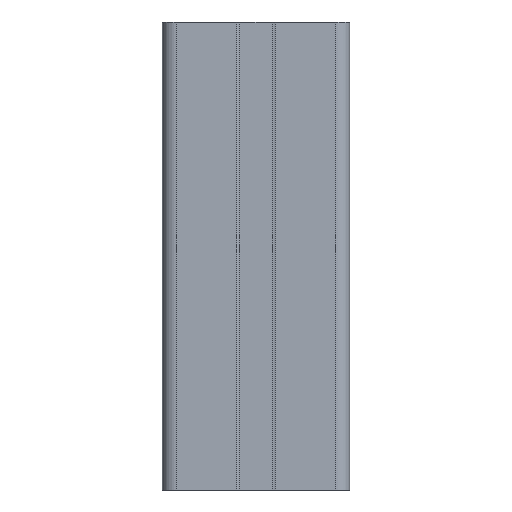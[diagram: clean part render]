
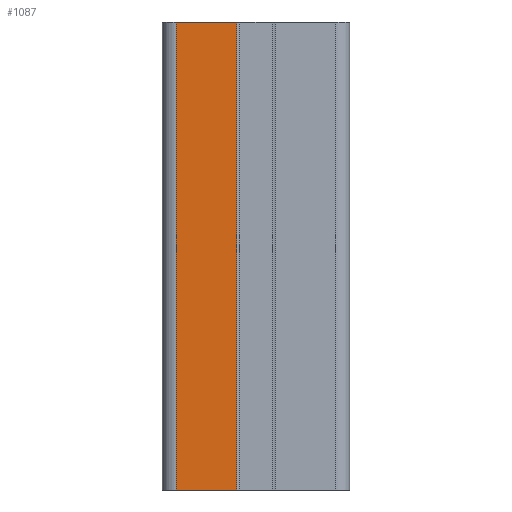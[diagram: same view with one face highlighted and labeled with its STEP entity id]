
A CAD part, left-side view. The second image highlights one B-rep face of the part: STEP entity #1087.
In plain terms, the highlighted planar face has unit normal (-1, 0, 0).
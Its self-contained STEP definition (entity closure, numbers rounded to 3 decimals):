
#433=CARTESIAN_POINT('',(-20.,4.1,100.0));
#434=VERTEX_POINT('',#433);
#443=CARTESIAN_POINT('',(-20.,4.1,0.0));
#444=VERTEX_POINT('',#443);
#445=CARTESIAN_POINT('',(-20.,4.1,0.0));
#446=DIRECTION('',(0.0,0.0,1.0));
#447=VECTOR('',#446,100.0);
#448=LINE('',#445,#447);
#449=EDGE_CURVE('',#444,#434,#448,.T.);
#574=CARTESIAN_POINT('',(-20.,17.,0.0));
#575=VERTEX_POINT('',#574);
#576=CARTESIAN_POINT('',(-20.,4.1,0.0));
#577=DIRECTION('',(0.,1.0,0.0));
#578=VECTOR('',#577,12.9);
#579=LINE('',#576,#578);
#580=EDGE_CURVE('',#444,#575,#579,.T.);
#1064=CARTESIAN_POINT('',(-20.,4.1,0.0));
#1065=DIRECTION('',(-1.0,0.,0.0));
#1066=DIRECTION('',(0.0,0.0,1.0));
#1067=AXIS2_PLACEMENT_3D('',#1064,#1065,#1066);
#1068=PLANE('',#1067);
#1069=ORIENTED_EDGE('',*,*,#449,.T.);
#1070=CARTESIAN_POINT('',(-20.,17.,100.0));
#1071=VERTEX_POINT('',#1070);
#1072=CARTESIAN_POINT('',(-20.,4.1,100.0));
#1073=DIRECTION('',(0.,1.0,0.0));
#1074=VECTOR('',#1073,12.9);
#1075=LINE('',#1072,#1074);
#1076=EDGE_CURVE('',#434,#1071,#1075,.T.);
#1077=ORIENTED_EDGE('',*,*,#1076,.T.);
#1078=CARTESIAN_POINT('',(-20.,17.,0.0));
#1079=DIRECTION('',(0.0,0.0,1.0));
#1080=VECTOR('',#1079,100.0);
#1081=LINE('',#1078,#1080);
#1082=EDGE_CURVE('',#575,#1071,#1081,.T.);
#1083=ORIENTED_EDGE('',*,*,#1082,.F.);
#1084=ORIENTED_EDGE('',*,*,#580,.F.);
#1085=EDGE_LOOP('',(#1069,#1077,#1083,#1084));
#1086=FACE_OUTER_BOUND('',#1085,.T.);
#1087=ADVANCED_FACE('',(#1086),#1068,.T.);
